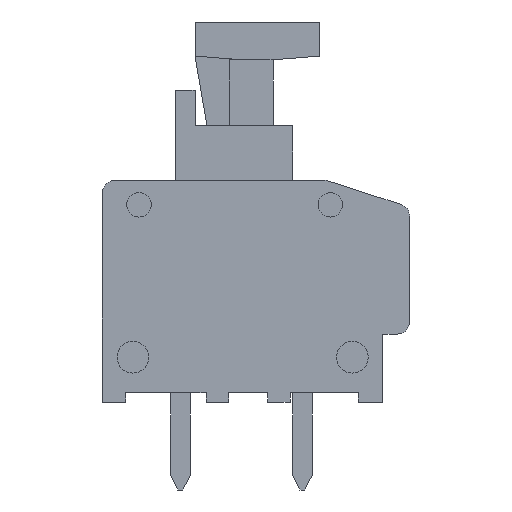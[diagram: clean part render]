
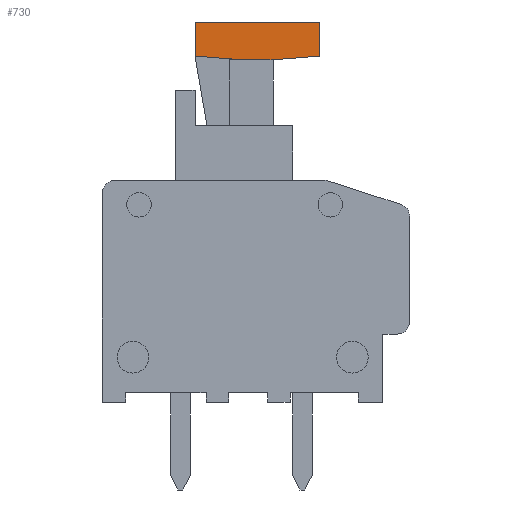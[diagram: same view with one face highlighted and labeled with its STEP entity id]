
A CAD part, left-side view. The second image highlights one B-rep face of the part: STEP entity #730.
In plain terms, the highlighted face is planar.
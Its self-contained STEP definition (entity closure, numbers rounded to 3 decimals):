
#730 = ADVANCED_FACE( '', ( #1431 ), #1432, .F. );
#1431 = FACE_OUTER_BOUND( '', #2147, .T. );
#1432 = PLANE( '', #2148 );
#2147 = EDGE_LOOP( '', ( #3809, #3810, #3811, #3812, #3813, #3814 ) );
#2148 = AXIS2_PLACEMENT_3D( '', #3815, #3816, #3817 );
#3809 = ORIENTED_EDGE( '', *, *, #4834, .T. );
#3810 = ORIENTED_EDGE( '', *, *, #4911, .T. );
#3811 = ORIENTED_EDGE( '', *, *, #4898, .F. );
#3812 = ORIENTED_EDGE( '', *, *, #5019, .F. );
#3813 = ORIENTED_EDGE( '', *, *, #5020, .F. );
#3814 = ORIENTED_EDGE( '', *, *, #4686, .F. );
#3815 = CARTESIAN_POINT( '', ( 2.1, 0., 0. ) );
#3816 = DIRECTION( '', ( -1., 0., 0. ) );
#3817 = DIRECTION( '', ( 0., 0., 1. ) );
#4686 = EDGE_CURVE( '', #5729, #5731, #5732, .T. );
#4834 = EDGE_CURVE( '', #5729, #5944, #5945, .T. );
#4898 = EDGE_CURVE( '', #6033, #6035, #6036, .T. );
#4911 = EDGE_CURVE( '', #5944, #6035, #6049, .T. );
#5019 = EDGE_CURVE( '', #6177, #6033, #6178, .T. );
#5020 = EDGE_CURVE( '', #5731, #6177, #6179, .T. );
#5729 = VERTEX_POINT( '', #7155 );
#5731 = VERTEX_POINT( '', #7158 );
#5732 = LINE( '', #7159, #7160 );
#5944 = VERTEX_POINT( '', #7481 );
#5945 = LINE( '', #7482, #7483 );
#6033 = VERTEX_POINT( '', #7610 );
#6035 = VERTEX_POINT( '', #7613 );
#6036 = LINE( '', #7614, #7615 );
#6049 = LINE( '', #7635, #7636 );
#6177 = VERTEX_POINT( '', #7825 );
#6178 = LINE( '', #7826, #7827 );
#6179 = LINE( '', #7828, #7829 );
#7155 = CARTESIAN_POINT( '', ( 2.1, -2.55, 3.915 ) );
#7158 = CARTESIAN_POINT( '', ( 2.1, -2.55, 5.315 ) );
#7159 = CARTESIAN_POINT( '', ( 2.1, -2.55, 3.915 ) );
#7160 = VECTOR( '', #8346, 1000. );
#7481 = CARTESIAN_POINT( '', ( 2.1, -0.65, 3.765 ) );
#7482 = CARTESIAN_POINT( '', ( 2.1, -2.55, 3.915 ) );
#7483 = VECTOR( '', #8485, 1000. );
#7610 = CARTESIAN_POINT( '', ( 2.1, 2.55, 3.915 ) );
#7613 = CARTESIAN_POINT( '', ( 2.1, 0.65, 3.765 ) );
#7614 = CARTESIAN_POINT( '', ( 2.1, 0.65, 3.765 ) );
#7615 = VECTOR( '', #8544, 1000. );
#7635 = CARTESIAN_POINT( '', ( 2.1, -0.65, 3.765 ) );
#7636 = VECTOR( '', #8552, 1000. );
#7825 = CARTESIAN_POINT( '', ( 2.1, 2.55, 5.315 ) );
#7826 = CARTESIAN_POINT( '', ( 2.1, 2.55, 5.315 ) );
#7827 = VECTOR( '', #8635, 1000. );
#7828 = CARTESIAN_POINT( '', ( 2.1, -2.55, 5.315 ) );
#7829 = VECTOR( '', #8636, 1000. );
#8346 = DIRECTION( '', ( 0., 0., 1. ) );
#8485 = DIRECTION( '', ( 0., 0.997, -0.079 ) );
#8544 = DIRECTION( '', ( 0., -0.997, -0.079 ) );
#8552 = DIRECTION( '', ( 0., 1., 0. ) );
#8635 = DIRECTION( '', ( 0., 0., -1. ) );
#8636 = DIRECTION( '', ( 0., 1., 0. ) );
